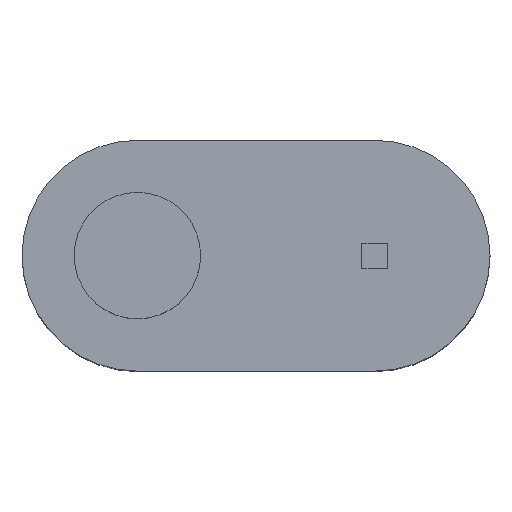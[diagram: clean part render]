
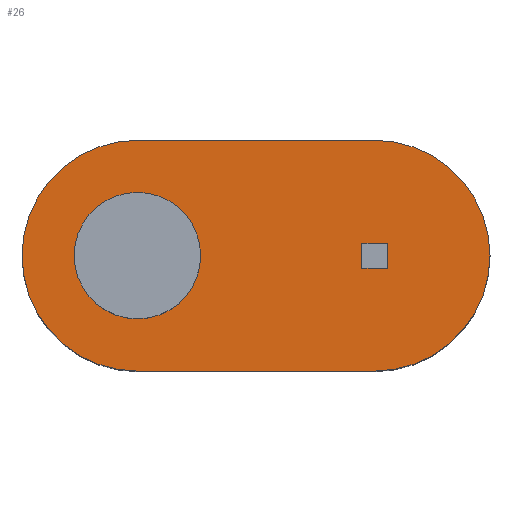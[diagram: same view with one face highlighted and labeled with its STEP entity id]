
A CAD part, top view. The second image highlights one B-rep face of the part: STEP entity #26.
In plain terms, the highlighted planar face has unit normal (0, 0, 1).
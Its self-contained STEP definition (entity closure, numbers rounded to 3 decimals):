
#3 = EDGE_LOOP ( 'NONE', ( #185, #410, #322, #383 ) ) ;
#5 = AXIS2_PLACEMENT_3D ( 'NONE', #159, #242, #237 ) ;
#7 = CIRCLE ( 'NONE', #17, 73. ) ;
#17 = AXIS2_PLACEMENT_3D ( 'NONE', #61, #249, #334 ) ;
#18 = CARTESIAN_POINT ( 'NONE',  ( 142., 8., 220. ) ) ;
#20 = DIRECTION ( 'NONE',  ( 0., -1., 0. ) ) ;
#24 = ORIENTED_EDGE ( 'NONE', *, *, #181, .T. ) ;
#26 = ADVANCED_FACE ( 'NONE', ( #68, #336, #251 ), #231, .T. ) ;
#52 = CARTESIAN_POINT ( 'NONE',  ( -73., 0., 220. ) ) ;
#56 = CARTESIAN_POINT ( 'NONE',  ( 0., 0., 220. ) ) ;
#61 = CARTESIAN_POINT ( 'NONE',  ( 0., 0., 220. ) ) ;
#63 = CARTESIAN_POINT ( 'NONE',  ( 0., 73., 220. ) ) ;
#65 = DIRECTION ( 'NONE',  ( 1., 0., 0. ) ) ;
#68 = FACE_BOUND ( 'NONE', #3, .T. ) ;
#74 = CIRCLE ( 'NONE', #346, 73. ) ;
#78 = AXIS2_PLACEMENT_3D ( 'NONE', #424, #429, #233 ) ;
#79 = CIRCLE ( 'NONE', #465, 73. ) ;
#80 = LINE ( 'NONE', #305, #360 ) ;
#82 = VERTEX_POINT ( 'NONE', #425 ) ;
#85 = VECTOR ( 'NONE', #169, 1000. ) ;
#86 = EDGE_CURVE ( 'NONE', #192, #367, #234, .T. ) ;
#91 = CARTESIAN_POINT ( 'NONE',  ( 0., -73., 220. ) ) ;
#119 = CARTESIAN_POINT ( 'NONE',  ( 40., 0., 220. ) ) ;
#146 = VECTOR ( 'NONE', #407, 1000. ) ;
#152 = VERTEX_POINT ( 'NONE', #245 ) ;
#159 = CARTESIAN_POINT ( 'NONE',  ( 0., 0., 220. ) ) ;
#160 = CARTESIAN_POINT ( 'NONE',  ( 158., -8., 220. ) ) ;
#163 = VERTEX_POINT ( 'NONE', #52 ) ;
#168 = DIRECTION ( 'NONE',  ( 1., 0., 0. ) ) ;
#169 = DIRECTION ( 'NONE',  ( -1., 0., 0. ) ) ;
#174 = LINE ( 'NONE', #18, #85 ) ;
#175 = CARTESIAN_POINT ( 'NONE',  ( 0., 73., 220. ) ) ;
#181 = EDGE_CURVE ( 'NONE', #351, #230, #353, .T. ) ;
#182 = LINE ( 'NONE', #203, #472 ) ;
#185 = ORIENTED_EDGE ( 'NONE', *, *, #456, .F. ) ;
#192 = VERTEX_POINT ( 'NONE', #119 ) ;
#203 = CARTESIAN_POINT ( 'NONE',  ( 142., -8., 220. ) ) ;
#230 = VERTEX_POINT ( 'NONE', #392 ) ;
#231 = PLANE ( 'NONE',  #78 ) ;
#233 = DIRECTION ( 'NONE',  ( 1., 0., 0. ) ) ;
#234 = CIRCLE ( 'NONE', #5, 40. ) ;
#235 = ORIENTED_EDGE ( 'NONE', *, *, #310, .T. ) ;
#237 = DIRECTION ( 'NONE',  ( 1., 0., 0. ) ) ;
#242 = DIRECTION ( 'NONE',  ( 0., 0., 1. ) ) ;
#243 = VERTEX_POINT ( 'NONE', #160 ) ;
#245 = CARTESIAN_POINT ( 'NONE',  ( 142., 8., 220. ) ) ;
#247 = VECTOR ( 'NONE', #393, 1000. ) ;
#249 = DIRECTION ( 'NONE',  ( 0., 0., 1. ) ) ;
#251 = FACE_BOUND ( 'NONE', #337, .T. ) ;
#252 = CARTESIAN_POINT ( 'NONE',  ( 150., 73., 220. ) ) ;
#270 = AXIS2_PLACEMENT_3D ( 'NONE', #56, #403, #168 ) ;
#271 = VERTEX_POINT ( 'NONE', #175 ) ;
#283 = EDGE_CURVE ( 'NONE', #82, #243, #182, .T. ) ;
#286 = ORIENTED_EDGE ( 'NONE', *, *, #450, .T. ) ;
#293 = VERTEX_POINT ( 'NONE', #438 ) ;
#295 = CARTESIAN_POINT ( 'NONE',  ( 158., 8., 220. ) ) ;
#297 = EDGE_CURVE ( 'NONE', #293, #152, #174, .T. ) ;
#298 = CARTESIAN_POINT ( 'NONE',  ( 0., -73., 220. ) ) ;
#299 = CARTESIAN_POINT ( 'NONE',  ( 0., 0., 220. ) ) ;
#301 = CIRCLE ( 'NONE', #270, 40. ) ;
#305 = CARTESIAN_POINT ( 'NONE',  ( 142., 8., 220. ) ) ;
#308 = ORIENTED_EDGE ( 'NONE', *, *, #376, .F. ) ;
#310 = EDGE_CURVE ( 'NONE', #271, #163, #74, .T. ) ;
#314 = ORIENTED_EDGE ( 'NONE', *, *, #356, .T. ) ;
#322 = ORIENTED_EDGE ( 'NONE', *, *, #428, .F. ) ;
#332 = DIRECTION ( 'NONE',  ( 1., 0., 0. ) ) ;
#334 = DIRECTION ( 'NONE',  ( 1., 0., 0. ) ) ;
#336 = FACE_OUTER_BOUND ( 'NONE', #496, .T. ) ;
#337 = EDGE_LOOP ( 'NONE', ( #308, #374 ) ) ;
#338 = CARTESIAN_POINT ( 'NONE',  ( -40., 0., 220. ) ) ;
#345 = VECTOR ( 'NONE', #405, 1000. ) ;
#346 = AXIS2_PLACEMENT_3D ( 'NONE', #299, #477, #473 ) ;
#351 = VERTEX_POINT ( 'NONE', #298 ) ;
#353 = LINE ( 'NONE', #91, #247 ) ;
#356 = EDGE_CURVE ( 'NONE', #230, #476, #79, .T. ) ;
#360 = VECTOR ( 'NONE', #20, 1000. ) ;
#367 = VERTEX_POINT ( 'NONE', #338 ) ;
#370 = DIRECTION ( 'NONE',  ( 0., 0., 1. ) ) ;
#371 = CARTESIAN_POINT ( 'NONE',  ( 150., 0., 220. ) ) ;
#374 = ORIENTED_EDGE ( 'NONE', *, *, #86, .F. ) ;
#376 = EDGE_CURVE ( 'NONE', #367, #192, #301, .T. ) ;
#383 = ORIENTED_EDGE ( 'NONE', *, *, #283, .F. ) ;
#392 = CARTESIAN_POINT ( 'NONE',  ( 150., -73., 220. ) ) ;
#393 = DIRECTION ( 'NONE',  ( 1., 0., 0. ) ) ;
#394 = EDGE_CURVE ( 'NONE', #163, #351, #7, .T. ) ;
#403 = DIRECTION ( 'NONE',  ( 0., 0., 1. ) ) ;
#405 = DIRECTION ( 'NONE',  ( -1., 0., 0. ) ) ;
#407 = DIRECTION ( 'NONE',  ( 0., 1., 0. ) ) ;
#410 = ORIENTED_EDGE ( 'NONE', *, *, #297, .F. ) ;
#424 = CARTESIAN_POINT ( 'NONE',  ( 0., 0., 220. ) ) ;
#425 = CARTESIAN_POINT ( 'NONE',  ( 142., -8., 220. ) ) ;
#428 = EDGE_CURVE ( 'NONE', #243, #293, #445, .T. ) ;
#429 = DIRECTION ( 'NONE',  ( 0., 0., 1. ) ) ;
#438 = CARTESIAN_POINT ( 'NONE',  ( 158., 8., 220. ) ) ;
#445 = LINE ( 'NONE', #295, #146 ) ;
#450 = EDGE_CURVE ( 'NONE', #476, #271, #461, .T. ) ;
#456 = EDGE_CURVE ( 'NONE', #152, #82, #80, .T. ) ;
#461 = LINE ( 'NONE', #63, #345 ) ;
#464 = ORIENTED_EDGE ( 'NONE', *, *, #394, .T. ) ;
#465 = AXIS2_PLACEMENT_3D ( 'NONE', #371, #370, #65 ) ;
#472 = VECTOR ( 'NONE', #332, 1000. ) ;
#473 = DIRECTION ( 'NONE',  ( 1., 0., 0. ) ) ;
#476 = VERTEX_POINT ( 'NONE', #252 ) ;
#477 = DIRECTION ( 'NONE',  ( 0., 0., 1. ) ) ;
#496 = EDGE_LOOP ( 'NONE', ( #235, #464, #24, #314, #286 ) ) ;
